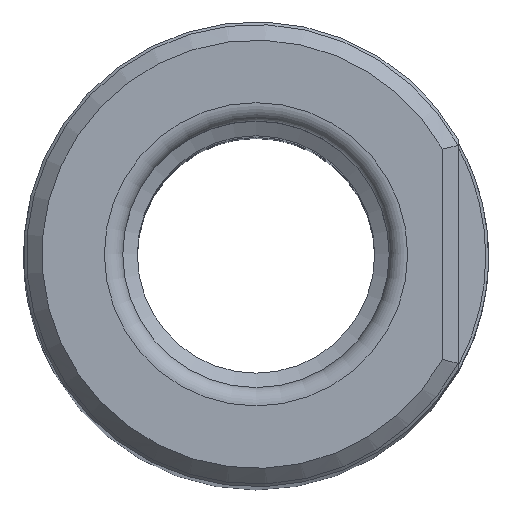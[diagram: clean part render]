
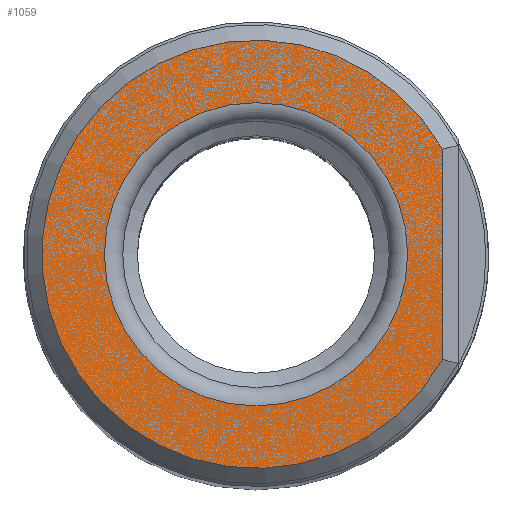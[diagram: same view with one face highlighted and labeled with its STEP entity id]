
A CAD part, top view. The second image highlights one B-rep face of the part: STEP entity #1059.
In plain terms, the highlighted planar face has unit normal (0, 0, 1).
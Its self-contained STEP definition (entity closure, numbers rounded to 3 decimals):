
#26=PLANE('',#1131);
#82=LINE('',#1500,#108);
#108=VECTOR('',#1258,1000.);
#147=ORIENTED_EDGE('',*,*,#304,.F.);
#148=ORIENTED_EDGE('',*,*,#302,.T.);
#149=ORIENTED_EDGE('',*,*,#305,.T.);
#302=EDGE_CURVE('',#381,#380,#432,.T.);
#304=EDGE_CURVE('',#382,#382,#433,.T.);
#305=EDGE_CURVE('',#380,#381,#82,.T.);
#380=VERTEX_POINT('',#1490);
#381=VERTEX_POINT('',#1492);
#382=VERTEX_POINT('',#1499);
#432=CIRCLE('',#1130,11.65);
#433=CIRCLE('',#1132,8.25);
#472=EDGE_LOOP('',(#147));
#473=EDGE_LOOP('',(#148,#149));
#566=FACE_BOUND('',#472,.T.);
#567=FACE_BOUND('',#473,.T.);
#1059=ADVANCED_FACE('',(#566,#567),#26,.F.);
#1130=AXIS2_PLACEMENT_3D('',#1491,#1252,#1253);
#1131=AXIS2_PLACEMENT_3D('',#1497,#1254,#1255);
#1132=AXIS2_PLACEMENT_3D('',#1498,#1256,#1257);
#1252=DIRECTION('',(0.,0.,1.));
#1253=DIRECTION('',(1.,0.,0.));
#1254=DIRECTION('',(0.,0.,-1.));
#1255=DIRECTION('',(-1.,0.,0.));
#1256=DIRECTION('',(0.,0.,1.));
#1257=DIRECTION('',(1.,0.,0.));
#1258=DIRECTION('',(0.,1.,0.));
#1490=CARTESIAN_POINT('',(10.15,-5.718,128.));
#1491=CARTESIAN_POINT('',(0.,0.,128.));
#1492=CARTESIAN_POINT('',(10.15,5.718,128.));
#1497=CARTESIAN_POINT('',(11.65,0.,128.));
#1498=CARTESIAN_POINT('',(0.,0.,128.));
#1499=CARTESIAN_POINT('',(8.25,0.,128.));
#1500=CARTESIAN_POINT('',(10.15,3.837,128.));
